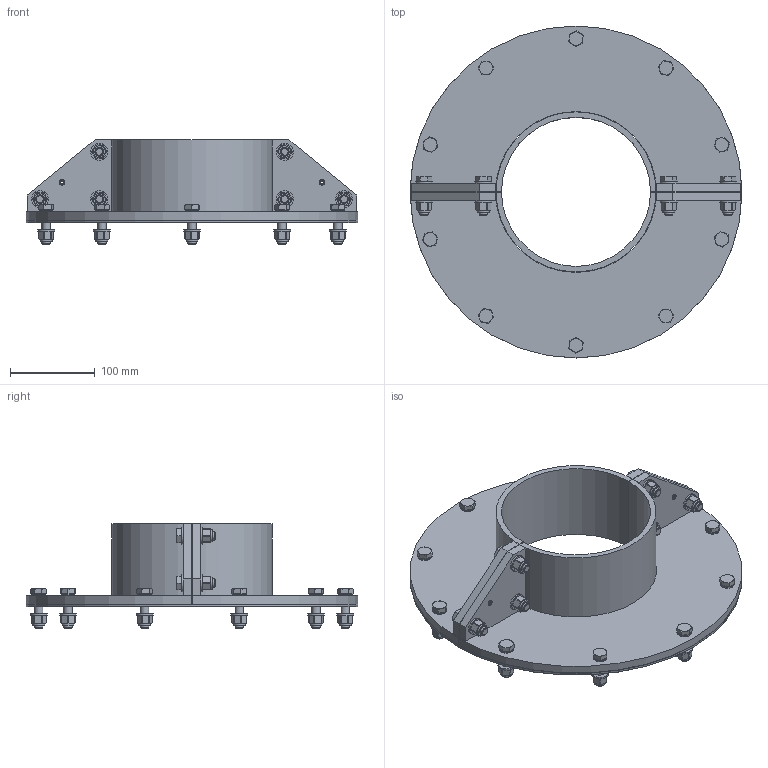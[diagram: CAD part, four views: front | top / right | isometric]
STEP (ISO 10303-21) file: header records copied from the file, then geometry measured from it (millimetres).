
FILE_DESCRIPTION((''),'2;1');
FILE_NAME('SLFORI175.stp','2018-02-02T10:32:41',(''),(''),'Autodesk Inventor 2013','Autodesk Inventor 2013','');
FILE_SCHEMA(('AUTOMOTIVE_DESIGN { 1 0 10303 214 1 1 1 1 }'));
Length unit declared in the file: millimetre
Products named in the file (14): SLFO RI; SLFO RI 175 HALF; SLEEVE-175; FLANGE-175; FRP_6x20; SLFO RI 100-644 EAR; Screw Kit M10X40 L20,4 mm; ISO 4017 M10 x 40; ISO 7089 10 - 140 HV; Locking nut M10; SLFO RI 100-200 GASKET SMALL; Mount KIT M10; TREDO M10; GASKET 175
Assembly tree (34 placements, depth 3):
  SLFO RI
    SLFO RI 175 HALF  x2
      SLEEVE-175
      FLANGE-175
      FRP_6x20
      SLFO RI 100-644 EAR
    Screw Kit M10X40 L20,4 mm  x6
      ISO 4017 M10 x 40
      ISO 7089 10 - 140 HV
      Locking nut M10
    SLFO RI 100-200 GASKET SMALL  x2
    Mount KIT M10  x10
      ISO 7089 10 - 140 HV
      TREDO M10
      ISO 4017 M10 x 40
      Locking nut M10
    GASKET 175
Bounding box: 392 x 392 x 123 mm (x, y, z)
Volume: 1699863.5 mm3; surface area: 566806.8 mm2
Topology: 77 solids, 77 shells, 1554 faces, 3618 edges, 2318 vertices
Faces by surface type: cone 568, plane 488, cylinder 398, torus 100
Full cylindrical faces by diameter (mm): 6.7 x4, 8.376 x96, 10 x28, 10.108 x16, 10.5 x22, 10.7 x20, 12 x16, 12.3 x12, 12.5 x10, 14.084 x16, 14.63 x16, 16 x10, 20 x22, 332 x1, 392 x1
Entity records: 4762 total; most frequent: DIRECTION 798, CARTESIAN_POINT 784, ORIENTED_EDGE 560, AXIS2_PLACEMENT_3D 354, EDGE_LOOP 286, EDGE_CURVE 280, VERTEX_POINT 220, FACE_OUTER_BOUND 156
